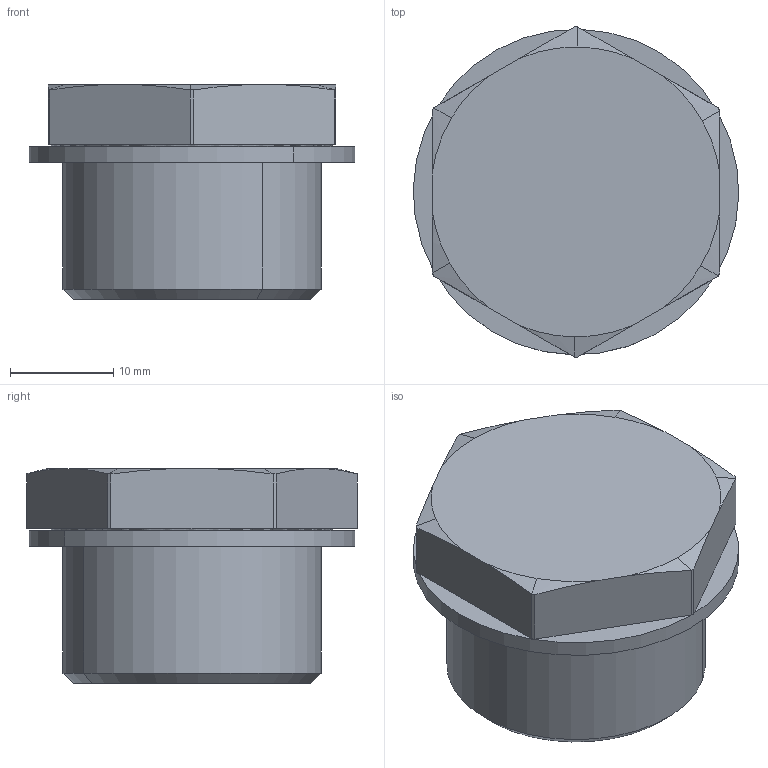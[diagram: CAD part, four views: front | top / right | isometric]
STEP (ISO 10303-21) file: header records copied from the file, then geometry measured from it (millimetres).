
FILE_DESCRIPTION(('CATIA V5 STEP Exchange','CAx-IF Rec.Pracs.--- Model Styling and Organization---1.4--- 2014-01-23'),'2;1');
FILE_NAME ('1932184-3_0', '2024-01-29T10:26:10+00:00', ('none'), ('Weidmueller'), 'CATIA Version 5-6 Release 2016 SP3 HF44', 'CATIA V5 STEP AP214', 'none');
FILE_SCHEMA(('AUTOMOTIVE_DESIGN { 1 0 10303 214 1 1 1 1 }'));
Length unit declared in the file: millimetre
Products named in the file (1): 2978920000_VP_M25_15_EX_CR_7J_BK
Bounding box: 31.49 x 31.95 x 20.8 mm (x, y, z)
Volume: 7123.8 mm3; surface area: 4651 mm2
Topology: 1 solids, 3 shells, 51 faces, 120 edges, 78 vertices
Faces by surface type: plane 15, cylinder 14, cone 14, torus 8
Entity records: 1645 total; most frequent: CARTESIAN_POINT 554, ORIENTED_EDGE 240, DIRECTION 169, EDGE_CURVE 120, AXIS2_PLACEMENT_3D 89, VERTEX_POINT 78, EDGE_LOOP 58, ADVANCED_FACE 51
